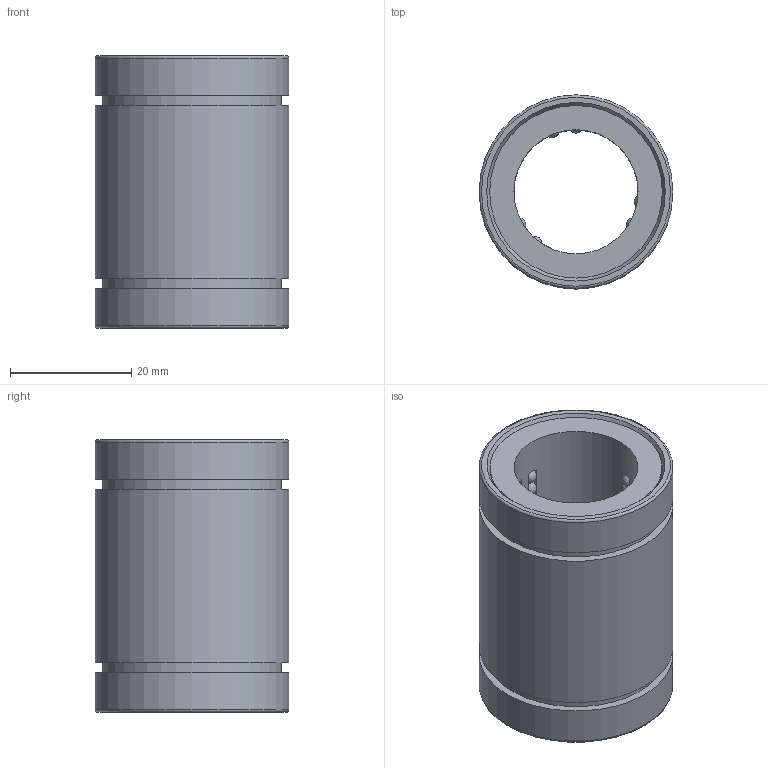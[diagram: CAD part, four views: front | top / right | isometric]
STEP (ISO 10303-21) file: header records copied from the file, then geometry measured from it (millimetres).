
FILE_DESCRIPTION((''),'2;1');
FILE_NAME('850001.ipt.stp','2010-09-05T11:46:25',(''),(''),'Autodesk Inventor 2010','Autodesk Inventor 2010','');
FILE_SCHEMA(('AUTOMOTIVE_DESIGN { 1 0 10303 214 1 1 1 1 }'));
Length unit declared in the file: millimetre
Products named in the file (1): 850001
Bounding box: 32 x 32 x 45 mm (x, y, z)
Volume: 20397.7 mm3; surface area: 18929 mm2
Topology: 80 solids, 80 shells, 116 faces, 302 edges, 200 vertices
Faces by surface type: sphere 78, plane 20, cylinder 14, torus 2, cone 2
Full cylindrical faces by diameter (mm): 20.5 x1, 28.5 x2, 29.5 x2, 32 x3
Entity records: 3157 total; most frequent: DIRECTION 490, CARTESIAN_POINT 451, ORIENTED_EDGE 268, AXIS2_PLACEMENT_3D 239, VERTEX_POINT 200, STYLED_ITEM 196, EDGE_LOOP 142, EDGE_CURVE 134
